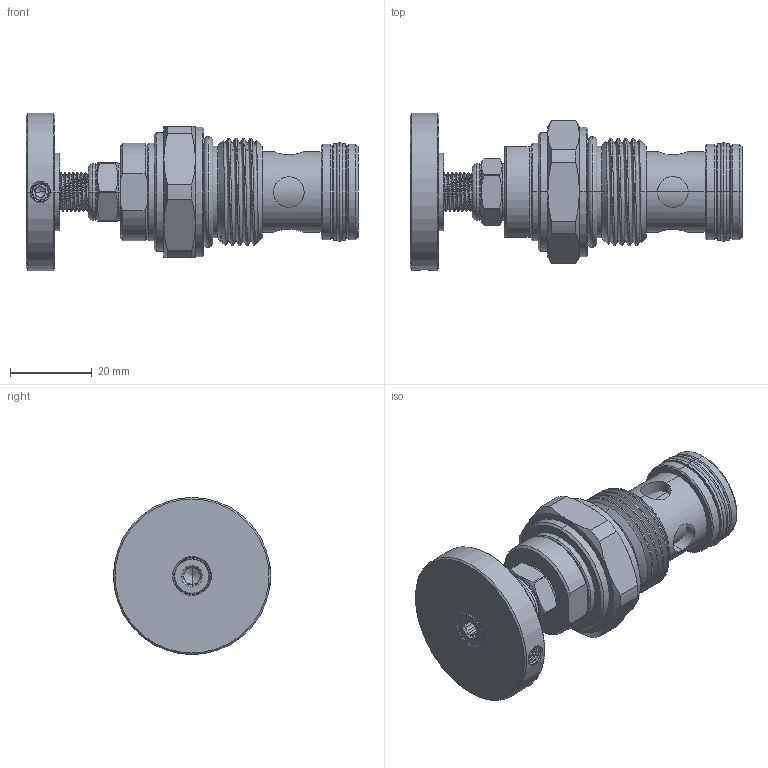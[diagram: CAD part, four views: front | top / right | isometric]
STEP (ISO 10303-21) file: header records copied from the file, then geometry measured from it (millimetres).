
FILE_DESCRIPTION (( 'STEP AP203' ), '1' );
FILE_NAME ('NV17E20-E.STEP', '2020-03-19T06:18:34', ( '' ), ( '' ), 'SwSTEP 2.0', 'SolidWorks 2018', '' );
FILE_SCHEMA (( 'CONFIG_CONTROL_DESIGN' ));
Length unit declared in the file: millimetre
Products named in the file (1): NV17E20-E
Bounding box: 81.06 x 38.4 x 38.4 mm (x, y, z)
Volume: 37387.6 mm3; surface area: 14303.8 mm2
Topology: 7 solids, 7 shells, 376 faces, 977 edges, 623 vertices
Faces by surface type: cylinder 192, plane 72, cone 60, bspline 28, torus 24
Entity records: 32702 total; most frequent: CARTESIAN_POINT 24473, ORIENTED_EDGE 1946, DIRECTION 1470, EDGE_CURVE 973, VERTEX_POINT 623, AXIS2_PLACEMENT_3D 585, EDGE_LOOP 400, FACE_OUTER_BOUND 376
